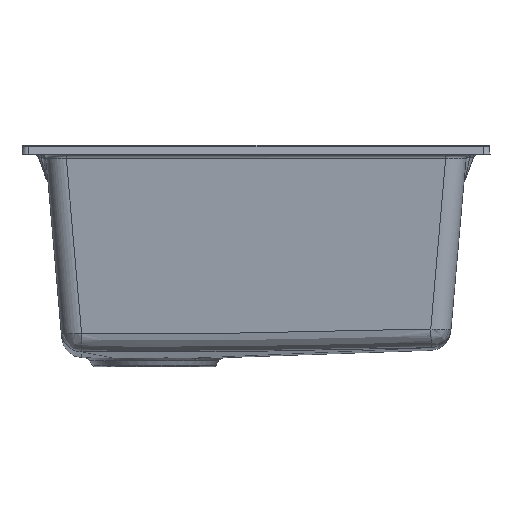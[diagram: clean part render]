
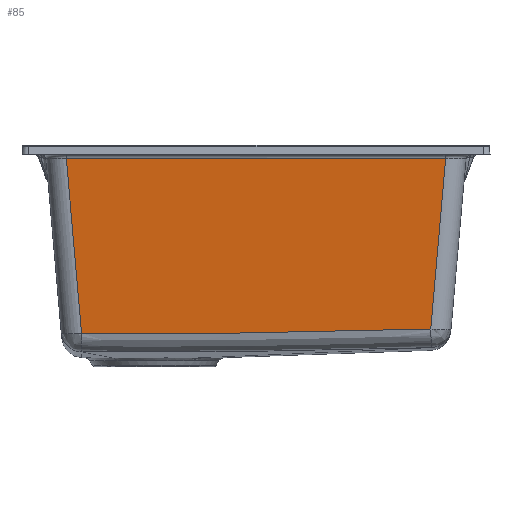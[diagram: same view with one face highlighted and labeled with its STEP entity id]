
A CAD part, left-side view. The second image highlights one B-rep face of the part: STEP entity #85.
In plain terms, the highlighted planar face has unit normal (-0.996, 0, -0.087).
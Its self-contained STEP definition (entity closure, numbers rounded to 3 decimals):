
#85=ADVANCED_FACE('',(#264),#2423,.T.);
#264=FACE_OUTER_BOUND('',#444,.T.);
#444=EDGE_LOOP('',(#859,#860,#861,#862));
#859=ORIENTED_EDGE('',*,*,#1555,.F.);
#860=ORIENTED_EDGE('',*,*,#1517,.F.);
#861=ORIENTED_EDGE('',*,*,#1556,.F.);
#862=ORIENTED_EDGE('',*,*,#1521,.F.);
#1517=EDGE_CURVE('',#2320,#2327,#1820,.T.);
#1521=EDGE_CURVE('',#2328,#2319,#1823,.T.);
#1555=EDGE_CURVE('',#2327,#2328,#1835,.T.);
#1556=EDGE_CURVE('',#2319,#2320,#1836,.T.);
#1820=B_SPLINE_CURVE_WITH_KNOTS('',1,(#8449,#8450),.UNSPECIFIED.,.F.,.F.,
(2,2),(0.,172.572),.UNSPECIFIED.);
#1823=B_SPLINE_CURVE_WITH_KNOTS('',1,(#8458,#8459),.UNSPECIFIED.,.F.,.F.,
(2,2),(0.,168.415),.UNSPECIFIED.);
#1835=B_SPLINE_CURVE_WITH_KNOTS('',1,(#8590,#8591),.UNSPECIFIED.,.F.,.F.,
(2,2),(-372.836,0.),.UNSPECIFIED.);
#1836=B_SPLINE_CURVE_WITH_KNOTS('',3,(#8592,#8593,#8594,#8595,#8596,#8597,
#8598,#8599,#8600,#8601,#8602,#8603),.UNSPECIFIED.,.F.,.F.,(4,2,2,2,2,4),
(-343.278,-257.459,-171.639,-85.82,
-42.91,0.),.UNSPECIFIED.);
#2319=VERTEX_POINT('',#7845);
#2320=VERTEX_POINT('',#7846);
#2327=VERTEX_POINT('',#7853);
#2328=VERTEX_POINT('',#7854);
#2423=PLANE('',#2629);
#2629=AXIS2_PLACEMENT_3D('',#4282,#2701,$);
#2701=DIRECTION('',(-0.996,0.,-0.087));
#4282=CARTESIAN_POINT('',(-239.82,114.738,-202.408));
#7845=CARTESIAN_POINT('',(-241.719,-280.758,-180.705));
#7846=CARTESIAN_POINT('',(-241.358,62.471,-184.831));
#7853=CARTESIAN_POINT('',(-256.342,77.455,-13.564));
#7854=CARTESIAN_POINT('',(-256.342,-295.381,-13.564));
#8449=CARTESIAN_POINT('',(-241.358,62.471,-184.831));
#8450=CARTESIAN_POINT('',(-256.342,77.455,-13.564));
#8458=CARTESIAN_POINT('',(-256.342,-295.381,-13.564));
#8459=CARTESIAN_POINT('',(-241.719,-280.758,-180.705));
#8590=CARTESIAN_POINT('',(-256.342,77.455,-13.564));
#8591=CARTESIAN_POINT('',(-256.342,-295.381,-13.564));
#8592=CARTESIAN_POINT('',(-241.719,-280.758,-180.705));
#8593=CARTESIAN_POINT('',(-241.651,-252.161,-181.48));
#8594=CARTESIAN_POINT('',(-241.587,-223.563,-182.209));
#8595=CARTESIAN_POINT('',(-241.475,-166.363,-183.496));
#8596=CARTESIAN_POINT('',(-241.426,-137.761,-184.054));
#8597=CARTESIAN_POINT('',(-241.354,-80.555,-184.88));
#8598=CARTESIAN_POINT('',(-241.331,-51.952,-185.143));
#8599=CARTESIAN_POINT('',(-241.322,-9.045,-185.24));
#8600=CARTESIAN_POINT('',(-241.324,5.258,-185.224));
#8601=CARTESIAN_POINT('',(-241.335,33.864,-185.096));
#8602=CARTESIAN_POINT('',(-241.345,48.167,-184.984));
#8603=CARTESIAN_POINT('',(-241.358,62.471,-184.831));
